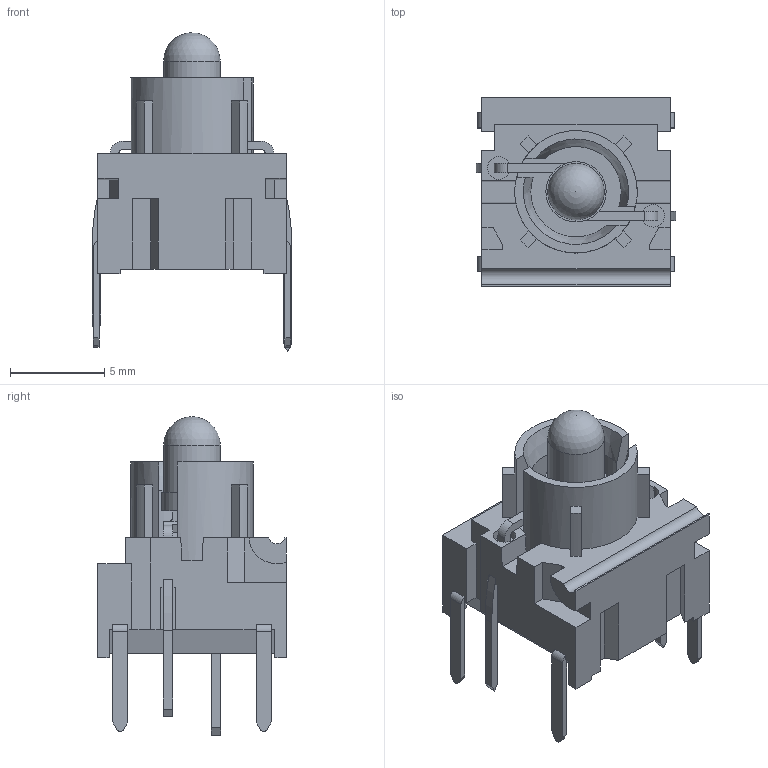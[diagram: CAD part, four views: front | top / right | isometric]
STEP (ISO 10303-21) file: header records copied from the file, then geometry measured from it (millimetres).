
FILE_DESCRIPTION(/* description */ ('','CAx-IF Rec.Pracs.---Representation and Presentation of Product Manufacturing Information (PMI)---4.0---2014-10-13'),/* implementation_level */ '2;1');
FILE_NAME(/* name */ '3FTH9XX.stp',/* time_stamp */ '2020-02-25T10:50:21+01:00',/* author */ ('fd'),/* organization */ (''),/* preprocessor_version */ 'ST-DEVELOPER v18',/* originating_system */ 'Autodesk Inventor 2020',/* authorisation */ '');
FILE_SCHEMA (('AP242_MANAGED_MODEL_BASED_3D_ENGINEERING_MIM_LF { 1 0 10303 442 1 1 4 }'));
Length unit declared in the file: millimetre
Products named in the file (1): 3FTH9XX
Bounding box: 10.61 x 10 x 16.9 mm (x, y, z)
Volume: 629.2 mm3; surface area: 811.3 mm2
Topology: 1 solids, 1 shells, 220 faces, 629 edges, 415 vertices
Faces by surface type: plane 176, cylinder 41, cone 2, sphere 1
Full cylindrical faces by diameter (mm): 1.2 x2, 3 x1, 3.2 x1, 6.5 x1
Entity records: 7278 total; most frequent: CARTESIAN_POINT 1289, ORIENTED_EDGE 1256, DIRECTION 1213, EDGE_CURVE 628, LINE 503, VECTOR 503, VERTEX_POINT 415, AXIS2_PLACEMENT_3D 355
